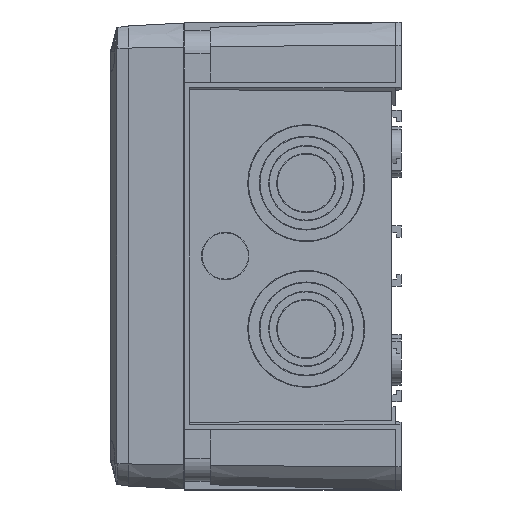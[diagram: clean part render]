
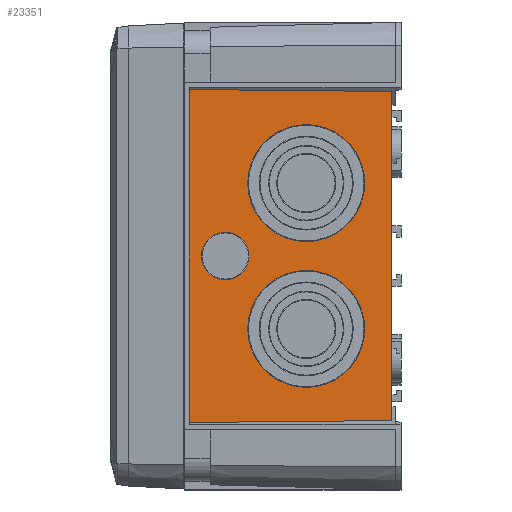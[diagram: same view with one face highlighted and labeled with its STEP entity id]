
A CAD part, left-side view. The second image highlights one B-rep face of the part: STEP entity #23351.
In plain terms, the highlighted planar face has unit normal (-1, -0.026, 0).
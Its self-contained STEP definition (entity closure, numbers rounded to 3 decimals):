
#51 = VECTOR ( 'NONE', #19023, 1000. ) ;
#549 = ORIENTED_EDGE ( 'NONE', *, *, #13786, .F. ) ;
#618 = VECTOR ( 'NONE', #6890, 1000. ) ;
#682 = CARTESIAN_POINT ( 'NONE',  ( -140.748, 87.5, -71.926 ) ) ;
#723 = CIRCLE ( 'NONE', #14233, 25.29 ) ;
#1170 = VECTOR ( 'NONE', #13735, 1000. ) ;
#1519 = EDGE_LOOP ( 'NONE', ( #27338, #15159 ) ) ;
#2042 = CARTESIAN_POINT ( 'NONE',  ( -138.764, 11.719, -31.5 ) ) ;
#2779 = CARTESIAN_POINT ( 'NONE',  ( -140.801, 89.5, 0. ) ) ;
#3393 = CARTESIAN_POINT ( 'NONE',  ( -140.748, 87.5, -72.8 ) ) ;
#3462 = CIRCLE ( 'NONE', #12870, 25.29 ) ;
#3501 = ORIENTED_EDGE ( 'NONE', *, *, #23604, .F. ) ;
#4022 = LINE ( 'NONE', #26804, #14410 ) ;
#4336 = VERTEX_POINT ( 'NONE', #7584 ) ;
#4954 = ORIENTED_EDGE ( 'NONE', *, *, #31705, .T. ) ;
#5721 = DIRECTION ( 'NONE',  ( 1., 0.026, 0. ) ) ;
#6032 = CIRCLE ( 'NONE', #23562, 10.25 ) ;
#6711 = CIRCLE ( 'NONE', #14776, 25.29 ) ;
#6890 = DIRECTION ( 'NONE',  ( -0.026, 1., 0.01 ) ) ;
#7296 = LINE ( 'NONE', #35601, #618 ) ;
#7411 = CARTESIAN_POINT ( 'NONE',  ( -140.803, 89.57, -71.946 ) ) ;
#7584 = CARTESIAN_POINT ( 'NONE',  ( -140.748, 87.5, 71.926 ) ) ;
#7732 = VERTEX_POINT ( 'NONE', #2042 ) ;
#8663 = CARTESIAN_POINT ( 'NONE',  ( -139.426, 37., 31.5 ) ) ;
#9306 = DIRECTION ( 'NONE',  ( -0.026, 1., 0. ) ) ;
#9522 = LINE ( 'NONE', #3393, #51 ) ;
#10145 = AXIS2_PLACEMENT_3D ( 'NONE', #2779, #28536, #25792 ) ;
#10538 = DIRECTION ( 'NONE',  ( -1., -0.026, 0. ) ) ;
#10649 = EDGE_CURVE ( 'NONE', #41219, #14610, #6032, .T. ) ;
#10979 = DIRECTION ( 'NONE',  ( -1., -0.026, 0. ) ) ;
#11228 = ORIENTED_EDGE ( 'NONE', *, *, #39937, .T. ) ;
#11362 = DIRECTION ( 'NONE',  ( -0.026, 1., 0. ) ) ;
#12565 = VERTEX_POINT ( 'NONE', #36100 ) ;
#12870 = AXIS2_PLACEMENT_3D ( 'NONE', #8663, #10979, #33772 ) ;
#13504 = DIRECTION ( 'NONE',  ( 0., 0., 1. ) ) ;
#13735 = DIRECTION ( 'NONE',  ( 0.026, -1., 0.01 ) ) ;
#13786 = EDGE_CURVE ( 'NONE', #7732, #17522, #18356, .T. ) ;
#14233 = AXIS2_PLACEMENT_3D ( 'NONE', #35475, #10538, #39280 ) ;
#14410 = VECTOR ( 'NONE', #13504, 1000. ) ;
#14432 = VERTEX_POINT ( 'NONE', #40692 ) ;
#14610 = VERTEX_POINT ( 'NONE', #16172 ) ;
#14776 = AXIS2_PLACEMENT_3D ( 'NONE', #27618, #21722, #15377 ) ;
#15159 = ORIENTED_EDGE ( 'NONE', *, *, #29116, .T. ) ;
#15377 = DIRECTION ( 'NONE',  ( 0.026, -1., 0. ) ) ;
#15457 = FACE_OUTER_BOUND ( 'NONE', #20205, .T. ) ;
#15549 = VERTEX_POINT ( 'NONE', #682 ) ;
#16172 = CARTESIAN_POINT ( 'NONE',  ( -140.611, 82.246, 0. ) ) ;
#17522 = VERTEX_POINT ( 'NONE', #18990 ) ;
#17530 = ORIENTED_EDGE ( 'NONE', *, *, #37725, .T. ) ;
#18356 = CIRCLE ( 'NONE', #34496, 25.29 ) ;
#18990 = CARTESIAN_POINT ( 'NONE',  ( -140.088, 62.281, -31.5 ) ) ;
#19023 = DIRECTION ( 'NONE',  ( 0., 0., -1. ) ) ;
#19038 = FACE_BOUND ( 'NONE', #19566, .T. ) ;
#19147 = ORIENTED_EDGE ( 'NONE', *, *, #35274, .F. ) ;
#19566 = EDGE_LOOP ( 'NONE', ( #549, #19651 ) ) ;
#19651 = ORIENTED_EDGE ( 'NONE', *, *, #36656, .F. ) ;
#20205 = EDGE_LOOP ( 'NONE', ( #25745, #11228, #4954, #17530 ) ) ;
#21338 = VERTEX_POINT ( 'NONE', #37270 ) ;
#21722 = DIRECTION ( 'NONE',  ( -1., -0.026, 0. ) ) ;
#22495 = CARTESIAN_POINT ( 'NONE',  ( -140.088, 62.281, 31.5 ) ) ;
#23351 = ADVANCED_FACE ( 'NONE', ( #35286, #19038, #15457, #28951 ), #32317, .T. ) ;
#23531 = EDGE_LOOP ( 'NONE', ( #19147, #3501 ) ) ;
#23562 = AXIS2_PLACEMENT_3D ( 'NONE', #27418, #40312, #11362 ) ;
#23604 = EDGE_CURVE ( 'NONE', #35816, #12565, #3462, .T. ) ;
#24265 = CARTESIAN_POINT ( 'NONE',  ( -140.074, 61.754, 0. ) ) ;
#25745 = ORIENTED_EDGE ( 'NONE', *, *, #33730, .T. ) ;
#25792 = DIRECTION ( 'NONE',  ( 0.026, -1., 0. ) ) ;
#26804 = CARTESIAN_POINT ( 'NONE',  ( -138.457, 0., 0. ) ) ;
#27338 = ORIENTED_EDGE ( 'NONE', *, *, #10649, .T. ) ;
#27418 = CARTESIAN_POINT ( 'NONE',  ( -140.343, 72., 0. ) ) ;
#27618 = CARTESIAN_POINT ( 'NONE',  ( -139.426, 37., 31.5 ) ) ;
#28536 = DIRECTION ( 'NONE',  ( -1., -0.026, 0. ) ) ;
#28951 = FACE_BOUND ( 'NONE', #1519, .T. ) ;
#29116 = EDGE_CURVE ( 'NONE', #14610, #41219, #34813, .T. ) ;
#29442 = AXIS2_PLACEMENT_3D ( 'NONE', #34638, #5721, #9306 ) ;
#31705 = EDGE_CURVE ( 'NONE', #14432, #4336, #7296, .T. ) ;
#32317 = PLANE ( 'NONE',  #10145 ) ;
#33730 = EDGE_CURVE ( 'NONE', #15549, #21338, #39935, .T. ) ;
#33772 = DIRECTION ( 'NONE',  ( 0.026, -1., 0. ) ) ;
#34496 = AXIS2_PLACEMENT_3D ( 'NONE', #36302, #38643, #39271 ) ;
#34638 = CARTESIAN_POINT ( 'NONE',  ( -140.343, 72., 0. ) ) ;
#34813 = CIRCLE ( 'NONE', #29442, 10.25 ) ;
#35274 = EDGE_CURVE ( 'NONE', #12565, #35816, #6711, .T. ) ;
#35286 = FACE_BOUND ( 'NONE', #23531, .T. ) ;
#35475 = CARTESIAN_POINT ( 'NONE',  ( -139.426, 37., -31.5 ) ) ;
#35601 = CARTESIAN_POINT ( 'NONE',  ( -140.803, 89.57, 71.946 ) ) ;
#35816 = VERTEX_POINT ( 'NONE', #22495 ) ;
#36100 = CARTESIAN_POINT ( 'NONE',  ( -138.764, 11.719, 31.5 ) ) ;
#36302 = CARTESIAN_POINT ( 'NONE',  ( -139.426, 37., -31.5 ) ) ;
#36656 = EDGE_CURVE ( 'NONE', #17522, #7732, #723, .T. ) ;
#37270 = CARTESIAN_POINT ( 'NONE',  ( -138.457, 0., -71.092 ) ) ;
#37725 = EDGE_CURVE ( 'NONE', #4336, #15549, #9522, .T. ) ;
#38643 = DIRECTION ( 'NONE',  ( -1., -0.026, 0. ) ) ;
#39271 = DIRECTION ( 'NONE',  ( 0.026, -1., 0. ) ) ;
#39280 = DIRECTION ( 'NONE',  ( 0.026, -1., 0. ) ) ;
#39935 = LINE ( 'NONE', #7411, #1170 ) ;
#39937 = EDGE_CURVE ( 'NONE', #21338, #14432, #4022, .T. ) ;
#40312 = DIRECTION ( 'NONE',  ( 1., 0.026, 0. ) ) ;
#40692 = CARTESIAN_POINT ( 'NONE',  ( -138.457, 0., 71.092 ) ) ;
#41219 = VERTEX_POINT ( 'NONE', #24265 ) ;
